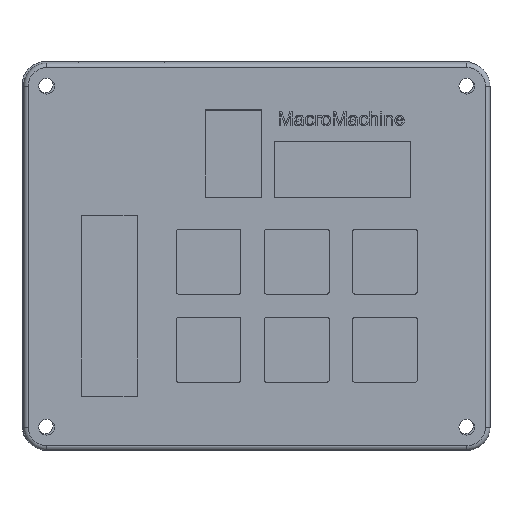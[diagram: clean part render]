
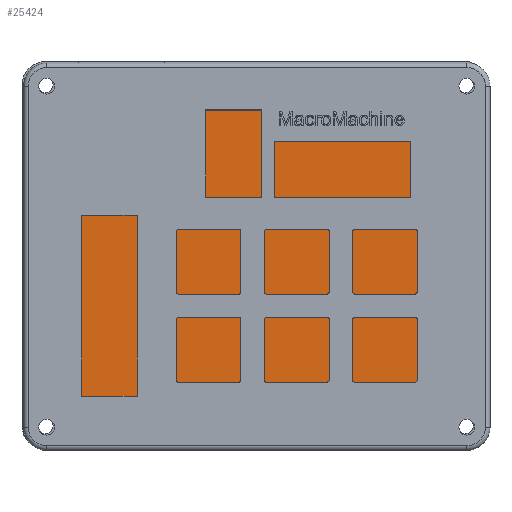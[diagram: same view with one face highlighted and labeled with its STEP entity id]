
A CAD part, top view. The second image highlights one B-rep face of the part: STEP entity #25424.
In plain terms, the highlighted planar face has unit normal (0, 0, 1).
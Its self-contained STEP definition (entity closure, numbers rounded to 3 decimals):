
#862=PLANE('',#26157);
#2218=FACE_OUTER_BOUND('',#3701,.T.);
#3701=EDGE_LOOP('',(#23308,#23309,#23310,#23311));
#5848=LINE('',#50163,#8003);
#5851=LINE('',#50169,#8006);
#5854=LINE('',#50175,#8009);
#5857=LINE('',#50179,#8012);
#8003=VECTOR('',#29710,10.);
#8006=VECTOR('',#29715,10.);
#8009=VECTOR('',#29720,10.);
#8012=VECTOR('',#29725,10.);
#12021=VERTEX_POINT('',#50160);
#12022=VERTEX_POINT('',#50162);
#12024=VERTEX_POINT('',#50168);
#12026=VERTEX_POINT('',#50174);
#15780=EDGE_CURVE('',#12022,#12021,#5848,.T.);
#15783=EDGE_CURVE('',#12024,#12022,#5851,.T.);
#15786=EDGE_CURVE('',#12026,#12024,#5854,.T.);
#15789=EDGE_CURVE('',#12021,#12026,#5857,.T.);
#23308=ORIENTED_EDGE('',*,*,#15789,.T.);
#23309=ORIENTED_EDGE('',*,*,#15786,.T.);
#23310=ORIENTED_EDGE('',*,*,#15783,.T.);
#23311=ORIENTED_EDGE('',*,*,#15780,.T.);
#25424=ADVANCED_FACE('',(#2218),#862,.T.);
#26157=AXIS2_PLACEMENT_3D('',#50180,#29726,#29727);
#29710=DIRECTION('',(0.,-1.,0.));
#29715=DIRECTION('',(-1.,0.,0.));
#29720=DIRECTION('',(0.,1.,0.));
#29725=DIRECTION('',(1.,0.,0.));
#29726=DIRECTION('center_axis',(0.,0.,1.));
#29727=DIRECTION('ref_axis',(1.,0.,0.));
#50160=CARTESIAN_POINT('',(-5.305,5.429,5.));
#50162=CARTESIAN_POINT('',(-5.305,68.129,5.));
#50163=CARTESIAN_POINT('',(-5.305,5.429,5.));
#50168=CARTESIAN_POINT('',(74.495,68.129,5.));
#50169=CARTESIAN_POINT('',(79.695,68.129,5.));
#50174=CARTESIAN_POINT('',(74.495,5.429,5.));
#50175=CARTESIAN_POINT('',(74.495,68.129,5.));
#50179=CARTESIAN_POINT('',(159.495,5.429,5.));
#50180=CARTESIAN_POINT('Origin',(149.595,36.779,5.));
